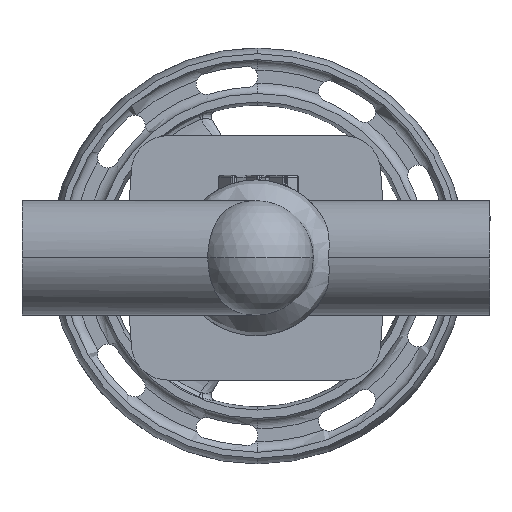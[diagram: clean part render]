
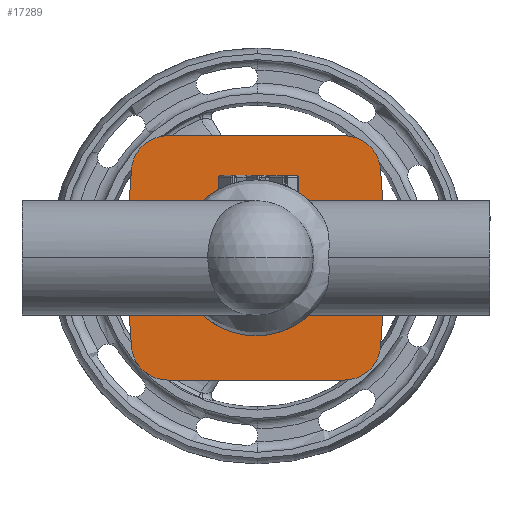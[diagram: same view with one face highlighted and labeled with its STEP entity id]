
A CAD part, front view. The second image highlights one B-rep face of the part: STEP entity #17289.
In plain terms, the highlighted planar face has unit normal (0, -1, 0).
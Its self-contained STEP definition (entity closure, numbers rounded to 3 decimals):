
#164 = LINE ( 'NONE', #3956, #38665 ) ;
#864 = LINE ( 'NONE', #3900, #18005 ) ;
#1279 = EDGE_CURVE ( 'NONE', #3507, #18964, #25385, .T. ) ;
#1426 = DIRECTION ( 'NONE',  ( 0., -1., 0. ) ) ;
#1439 = CIRCLE ( 'NONE', #19679, 30. ) ;
#1741 = VERTEX_POINT ( 'NONE', #19381 ) ;
#1922 = EDGE_CURVE ( 'NONE', #32633, #18815, #25354, .T. ) ;
#2258 = AXIS2_PLACEMENT_3D ( 'NONE', #8414, #29694, #11476 ) ;
#2605 = AXIS2_PLACEMENT_3D ( 'NONE', #26780, #8525, #29809 ) ;
#2623 = ORIENTED_EDGE ( 'NONE', *, *, #14720, .T. ) ;
#2774 = CARTESIAN_POINT ( 'NONE',  ( 28.823, 40., 8.321 ) ) ;
#3324 = DIRECTION ( 'NONE',  ( 0., -1., 0. ) ) ;
#3507 = VERTEX_POINT ( 'NONE', #12846 ) ;
#3900 = CARTESIAN_POINT ( 'NONE',  ( 47., 40., 47. ) ) ;
#3956 = CARTESIAN_POINT ( 'NONE',  ( 47., 40., -47. ) ) ;
#3988 = AXIS2_PLACEMENT_3D ( 'NONE', #12402, #33668, #15486 ) ;
#4085 = ORIENTED_EDGE ( 'NONE', *, *, #18852, .F. ) ;
#4247 = DIRECTION ( 'NONE',  ( -1., 0., 0. ) ) ;
#4973 = CARTESIAN_POINT ( 'NONE',  ( -33.945, 40., 47. ) ) ;
#5382 = CARTESIAN_POINT ( 'NONE',  ( 50.287, 40., 0. ) ) ;
#5635 = CARTESIAN_POINT ( 'NONE',  ( 34.413, 40., 0. ) ) ;
#5772 = CARTESIAN_POINT ( 'NONE',  ( 0., 40., 30. ) ) ;
#6003 = ORIENTED_EDGE ( 'NONE', *, *, #31244, .F. ) ;
#6258 = CIRCLE ( 'NONE', #36799, 14. ) ;
#6405 = CIRCLE ( 'NONE', #2258, 30. ) ;
#6768 = DIRECTION ( 'NONE',  ( 0., -1., 0. ) ) ;
#6787 = EDGE_CURVE ( 'NONE', #18868, #21876, #19814, .T. ) ;
#7167 = CIRCLE ( 'NONE', #14404, 30. ) ;
#7182 = LINE ( 'NONE', #18723, #30466 ) ;
#7416 = CARTESIAN_POINT ( 'NONE',  ( -47.911, 40., -33.977 ) ) ;
#7572 = CARTESIAN_POINT ( 'NONE',  ( -33.945, 40., 33. ) ) ;
#8414 = CARTESIAN_POINT ( 'NONE',  ( 0., 40., 0. ) ) ;
#8464 = CARTESIAN_POINT ( 'NONE',  ( 34.413, 40., -2.862 ) ) ;
#8525 = DIRECTION ( 'NONE',  ( 0., -1., 0. ) ) ;
#8803 = CARTESIAN_POINT ( 'NONE',  ( -47., 40., -47. ) ) ;
#9927 = DIRECTION ( 'NONE',  ( -0.07, 0., -0.998 ) ) ;
#10036 = EDGE_CURVE ( 'NONE', #14255, #28087, #1439, .T. ) ;
#10119 = VECTOR ( 'NONE', #4247, 1000. ) ;
#10614 = DIRECTION ( 'NONE',  ( 0., 0., -1. ) ) ;
#10617 = EDGE_CURVE ( 'NONE', #32633, #13778, #19476, .T. ) ;
#10730 = CARTESIAN_POINT ( 'NONE',  ( -33.945, 40., -47. ) ) ;
#10920 = EDGE_CURVE ( 'NONE', #23802, #18815, #864, .T. ) ;
#10999 = DIRECTION ( 'NONE',  ( 0., -1., 0. ) ) ;
#11051 = EDGE_CURVE ( 'NONE', #21855, #39120, #31267, .T. ) ;
#11476 = DIRECTION ( 'NONE',  ( 0., 0., -1. ) ) ;
#12402 = CARTESIAN_POINT ( 'NONE',  ( 33.945, 40., -33. ) ) ;
#12846 = CARTESIAN_POINT ( 'NONE',  ( 33.945, 40., -47. ) ) ;
#12933 = CARTESIAN_POINT ( 'NONE',  ( 32.526, 40., 5.671 ) ) ;
#13274 = DIRECTION ( 'NONE',  ( 0.07, 0., 0.998 ) ) ;
#13330 = EDGE_CURVE ( 'NONE', #39120, #28087, #20345, .T. ) ;
#13622 = EDGE_CURVE ( 'NONE', #18868, #18964, #6258, .T. ) ;
#13778 = VERTEX_POINT ( 'NONE', #5382 ) ;
#13905 = EDGE_CURVE ( 'NONE', #3507, #23300, #20534, .T. ) ;
#14255 = VERTEX_POINT ( 'NONE', #20413 ) ;
#14404 = AXIS2_PLACEMENT_3D ( 'NONE', #29193, #10999, #32264 ) ;
#14601 = CARTESIAN_POINT ( 'NONE',  ( 28.823, 40., -8.321 ) ) ;
#14720 = EDGE_CURVE ( 'NONE', #23802, #1741, #34193, .T. ) ;
#15252 = ORIENTED_EDGE ( 'NONE', *, *, #1279, .F. ) ;
#15433 = CARTESIAN_POINT ( 'NONE',  ( 0., 40., 0. ) ) ;
#15486 = DIRECTION ( 'NONE',  ( 0., 0., -1. ) ) ;
#17227 = CARTESIAN_POINT ( 'NONE',  ( 50.287, 40., 0. ) ) ;
#17289 = ADVANCED_FACE ( 'NONE', ( #32486, #24420 ), #36669, .T. ) ;
#17556 = ORIENTED_EDGE ( 'NONE', *, *, #13905, .T. ) ;
#17748 = ORIENTED_EDGE ( 'NONE', *, *, #1922, .T. ) ;
#17888 = DIRECTION ( 'NONE',  ( -0.07, 0., 0.998 ) ) ;
#18005 = VECTOR ( 'NONE', #31118, 1000. ) ;
#18723 = CARTESIAN_POINT ( 'NONE',  ( -50.287, 40., 0. ) ) ;
#18815 = VERTEX_POINT ( 'NONE', #33997 ) ;
#18852 = EDGE_CURVE ( 'NONE', #21876, #1741, #7182, .T. ) ;
#18868 = VERTEX_POINT ( 'NONE', #7416 ) ;
#18964 = VERTEX_POINT ( 'NONE', #10730 ) ;
#19381 = CARTESIAN_POINT ( 'NONE',  ( -47.911, 40., 33.977 ) ) ;
#19476 = LINE ( 'NONE', #17227, #35604 ) ;
#19678 = CARTESIAN_POINT ( 'NONE',  ( -33.945, 40., -33. ) ) ;
#19679 = AXIS2_PLACEMENT_3D ( 'NONE', #25006, #6768, #28062 ) ;
#19814 = LINE ( 'NONE', #8803, #26916 ) ;
#20345 =( BOUNDED_CURVE ( )  B_SPLINE_CURVE ( 3, ( #29749, #8464, #32803, #14601 ),
 .UNSPECIFIED., .F., .F. ) 
 B_SPLINE_CURVE_WITH_KNOTS ( ( 4, 4 ),
 ( 3.142, 3.529 ),
 .UNSPECIFIED. ) 
 CURVE ( )  GEOMETRIC_REPRESENTATION_ITEM ( )  RATIONAL_B_SPLINE_CURVE ( ( 1., 0.988, 0.988, 1. ) ) 
 REPRESENTATION_ITEM ( '' )  );
#20413 = CARTESIAN_POINT ( 'NONE',  ( 0., 40., -30. ) ) ;
#20534 = CIRCLE ( 'NONE', #3988, 14. ) ;
#21855 = VERTEX_POINT ( 'NONE', #2774 ) ;
#21876 = VERTEX_POINT ( 'NONE', #39280 ) ;
#22418 = CARTESIAN_POINT ( 'NONE',  ( 34.413, 40., 2.862 ) ) ;
#22723 = DIRECTION ( 'NONE',  ( 0., 0., -1. ) ) ;
#23300 = VERTEX_POINT ( 'NONE', #23500 ) ;
#23500 = CARTESIAN_POINT ( 'NONE',  ( 47.911, 40., -33.977 ) ) ;
#23802 = VERTEX_POINT ( 'NONE', #4973 ) ;
#24420 = FACE_OUTER_BOUND ( 'NONE', #38864, .T. ) ;
#24538 = ORIENTED_EDGE ( 'NONE', *, *, #25959, .F. ) ;
#24542 = ORIENTED_EDGE ( 'NONE', *, *, #10920, .F. ) ;
#24608 = DIRECTION ( 'NONE',  ( 0., 0., -1. ) ) ;
#25006 = CARTESIAN_POINT ( 'NONE',  ( 0., 40., 0. ) ) ;
#25354 = CIRCLE ( 'NONE', #2605, 14. ) ;
#25385 = LINE ( 'NONE', #25551, #10119 ) ;
#25398 = ORIENTED_EDGE ( 'NONE', *, *, #13622, .T. ) ;
#25471 = CARTESIAN_POINT ( 'NONE',  ( 28.823, 40., 8.321 ) ) ;
#25551 = CARTESIAN_POINT ( 'NONE',  ( 47., 40., -47. ) ) ;
#25708 = ORIENTED_EDGE ( 'NONE', *, *, #10036, .F. ) ;
#25959 = EDGE_CURVE ( 'NONE', #21855, #34086, #6405, .T. ) ;
#26780 = CARTESIAN_POINT ( 'NONE',  ( 33.945, 40., 33. ) ) ;
#26916 = VECTOR ( 'NONE', #17888, 1000. ) ;
#27509 = EDGE_LOOP ( 'NONE', ( #24538, #33086, #39434, #25708, #6003 ) ) ;
#27855 = CARTESIAN_POINT ( 'NONE',  ( 28.823, 40., -8.321 ) ) ;
#28062 = DIRECTION ( 'NONE',  ( 0., 0., -1. ) ) ;
#28087 = VERTEX_POINT ( 'NONE', #27855 ) ;
#28499 = CARTESIAN_POINT ( 'NONE',  ( 34.413, 40., 0. ) ) ;
#28829 = DIRECTION ( 'NONE',  ( 0., -1., 0. ) ) ;
#29064 = AXIS2_PLACEMENT_3D ( 'NONE', #15433, #3324, #24608 ) ;
#29193 = CARTESIAN_POINT ( 'NONE',  ( 0., 40., 0. ) ) ;
#29694 = DIRECTION ( 'NONE',  ( 0., -1., 0. ) ) ;
#29731 = EDGE_CURVE ( 'NONE', #13778, #23300, #164, .T. ) ;
#29749 = CARTESIAN_POINT ( 'NONE',  ( 34.413, 40., 0. ) ) ;
#29809 = DIRECTION ( 'NONE',  ( 0., 0., -1. ) ) ;
#30466 = VECTOR ( 'NONE', #13274, 1000. ) ;
#31118 = DIRECTION ( 'NONE',  ( 1., 0., 0. ) ) ;
#31244 = EDGE_CURVE ( 'NONE', #34086, #14255, #7167, .T. ) ;
#31267 =( BOUNDED_CURVE ( )  B_SPLINE_CURVE ( 3, ( #25471, #12933, #22418, #28499 ),
 .UNSPECIFIED., .F., .F. ) 
 B_SPLINE_CURVE_WITH_KNOTS ( ( 4, 4 ),
 ( 2.754, 3.142 ),
 .UNSPECIFIED. ) 
 CURVE ( )  GEOMETRIC_REPRESENTATION_ITEM ( )  RATIONAL_B_SPLINE_CURVE ( ( 1., 0.988, 0.988, 1. ) ) 
 REPRESENTATION_ITEM ( '' )  );
#32264 = DIRECTION ( 'NONE',  ( 0., 0., -1. ) ) ;
#32486 = FACE_BOUND ( 'NONE', #27509, .T. ) ;
#32633 = VERTEX_POINT ( 'NONE', #37572 ) ;
#32803 = CARTESIAN_POINT ( 'NONE',  ( 32.526, 40., -5.671 ) ) ;
#33086 = ORIENTED_EDGE ( 'NONE', *, *, #11051, .T. ) ;
#33474 = ORIENTED_EDGE ( 'NONE', *, *, #6787, .F. ) ;
#33668 = DIRECTION ( 'NONE',  ( 0., -1., 0. ) ) ;
#33824 = ORIENTED_EDGE ( 'NONE', *, *, #10617, .F. ) ;
#33997 = CARTESIAN_POINT ( 'NONE',  ( 33.945, 40., 47. ) ) ;
#34086 = VERTEX_POINT ( 'NONE', #5772 ) ;
#34193 = CIRCLE ( 'NONE', #37626, 14. ) ;
#35604 = VECTOR ( 'NONE', #38459, 1000. ) ;
#36669 = PLANE ( 'NONE',  #29064 ) ;
#36799 = AXIS2_PLACEMENT_3D ( 'NONE', #19678, #1426, #22723 ) ;
#36886 = ORIENTED_EDGE ( 'NONE', *, *, #29731, .F. ) ;
#37572 = CARTESIAN_POINT ( 'NONE',  ( 47.911, 40., 33.977 ) ) ;
#37626 = AXIS2_PLACEMENT_3D ( 'NONE', #7572, #28829, #10614 ) ;
#38459 = DIRECTION ( 'NONE',  ( 0.07, 0., -0.998 ) ) ;
#38665 = VECTOR ( 'NONE', #9927, 1000. ) ;
#38864 = EDGE_LOOP ( 'NONE', ( #33474, #25398, #15252, #17556, #36886, #33824, #17748, #24542, #2623, #4085 ) ) ;
#39120 = VERTEX_POINT ( 'NONE', #5635 ) ;
#39280 = CARTESIAN_POINT ( 'NONE',  ( -50.287, 40., 0. ) ) ;
#39434 = ORIENTED_EDGE ( 'NONE', *, *, #13330, .T. ) ;
